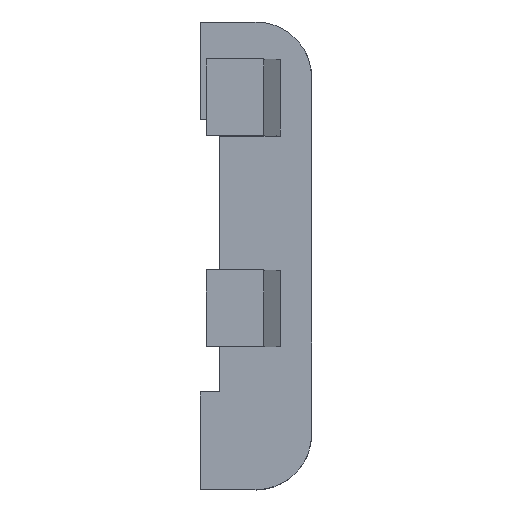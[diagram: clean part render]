
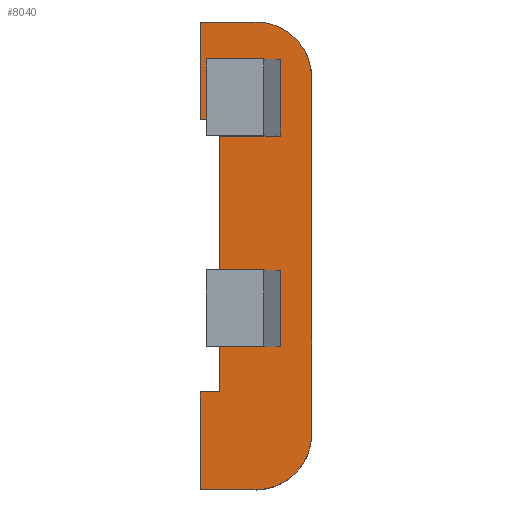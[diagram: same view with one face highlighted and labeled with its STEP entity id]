
A CAD part, top view. The second image highlights one B-rep face of the part: STEP entity #8040.
In plain terms, the highlighted planar face has unit normal (0, 0, 1).
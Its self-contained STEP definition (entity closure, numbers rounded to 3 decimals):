
#120=CARTESIAN_POINT('',(-12.731,5.8,3.94));
#130=VERTEX_POINT('',#120);
#360=CARTESIAN_POINT('',(-7.631,5.8,3.94));
#370=VERTEX_POINT('',#360);
#400=CARTESIAN_POINT('',(22.661,5.8,3.94));
#410=DIRECTION('',(1.,0.,0.));
#420=VECTOR('',#410,1.);
#430=LINE('',#400,#420);
#440=EDGE_CURVE('',#130,#370,#430,.T.);
#620=CARTESIAN_POINT('',(-32.031,5.8,3.94));
#630=VERTEX_POINT('',#620);
#860=CARTESIAN_POINT('',(-26.931,5.8,3.94));
#870=VERTEX_POINT('',#860);
#900=CARTESIAN_POINT('',(22.661,5.8,3.94));
#910=DIRECTION('',(1.,0.,0.));
#920=VECTOR('',#910,1.);
#930=LINE('',#900,#920);
#940=EDGE_CURVE('',#630,#870,#930,.T.);
#5210=CARTESIAN_POINT('',(-26.931,4.8,3.94));
#5220=VERTEX_POINT('',#5210);
#5250=CARTESIAN_POINT('',(-26.931,5.8,3.94));
#5260=DIRECTION('',(0.,1.,0.));
#5270=VECTOR('',#5260,1.);
#5280=LINE('',#5250,#5270);
#5290=EDGE_CURVE('',#5220,#870,#5280,.T.);
#5470=CARTESIAN_POINT('',(22.661,0.,3.94));
#5480=DIRECTION('',(1.,0.,0.));
#5490=VECTOR('',#5480,1.);
#5500=LINE('',#5470,#5490);
#5510=CARTESIAN_POINT('',(-29.131,0.,
3.94));
#5520=VERTEX_POINT('',#5510);
#5530=CARTESIAN_POINT('',(-10.531,0.,
3.94));
#5540=VERTEX_POINT('',#5530);
#5550=EDGE_CURVE('',#5520,#5540,#5500,.T.);
#6040=CARTESIAN_POINT('',(-7.631,2.9,3.94));
#6050=VERTEX_POINT('',#6040);
#6080=CARTESIAN_POINT('',(-7.631,5.8,3.94));
#6090=DIRECTION('',(0.,1.,0.));
#6100=VECTOR('',#6090,1.);
#6110=LINE('',#6080,#6100);
#6120=EDGE_CURVE('',#6050,#370,#6110,.T.);
#6960=CARTESIAN_POINT('',(-7.631,5.8,3.94));
#6970=DIRECTION('',(0.,0.,-1.));
#6980=DIRECTION('',(1.,0.,0.));
#6990=AXIS2_PLACEMENT_3D('',#6960,#6970,#6980);
#7000=PLANE('',#6990);
#7010=ORIENTED_EDGE('',*,*,#940,.F.);
#7020=ORIENTED_EDGE('',*,*,#5290,.T.);
#7030=CARTESIAN_POINT('',(22.661,4.8,
3.94));
#7040=DIRECTION('',(1.,0.,0.));
#7050=VECTOR('',#7040,1.);
#7060=LINE('',#7030,#7050);
#7070=CARTESIAN_POINT('',(-24.581,4.8,3.94));
#7080=VERTEX_POINT('',#7070);
#7090=EDGE_CURVE('',#5220,#7080,#7060,.T.);
#7100=ORIENTED_EDGE('',*,*,#7090,.F.);
#7110=CARTESIAN_POINT('',(-24.581,5.8,3.94));
#7120=DIRECTION('',(0.,-1.,0.));
#7130=VECTOR('',#7120,1.);
#7140=LINE('',#7110,#7130);
#7150=CARTESIAN_POINT('',(-24.581,1.641,
3.94));
#7160=VERTEX_POINT('',#7150);
#7170=EDGE_CURVE('',#7080,#7160,#7140,.T.);
#7180=ORIENTED_EDGE('',*,*,#7170,.F.);
#7190=CARTESIAN_POINT('',(22.661,1.641,
3.94));
#7200=DIRECTION('',(-1.,0.,0.));
#7210=VECTOR('',#7200,1.);
#7220=LINE('',#7190,#7210);
#7230=CARTESIAN_POINT('',(-20.581,1.641,
3.94));
#7240=VERTEX_POINT('',#7230);
#7250=EDGE_CURVE('',#7240,#7160,#7220,.T.);
#7260=ORIENTED_EDGE('',*,*,#7250,.T.);
#7270=CARTESIAN_POINT('',(-20.581,5.8,3.94));
#7280=DIRECTION('',(0.,1.,0.));
#7290=VECTOR('',#7280,1.);
#7300=LINE('',#7270,#7290);
#7310=CARTESIAN_POINT('',(-20.581,4.8,3.94));
#7320=VERTEX_POINT('',#7310);
#7330=EDGE_CURVE('',#7240,#7320,#7300,.T.);
#7340=ORIENTED_EDGE('',*,*,#7330,.F.);
#7350=CARTESIAN_POINT('',(-13.581,4.8,3.94));
#7360=VERTEX_POINT('',#7350);
#7370=EDGE_CURVE('',#7320,#7360,#7060,.T.);
#7380=ORIENTED_EDGE('',*,*,#7370,.F.);
#7390=CARTESIAN_POINT('',(-13.581,5.8,3.94));
#7400=DIRECTION('',(0.,-1.,0.));
#7410=VECTOR('',#7400,1.);
#7420=LINE('',#7390,#7410);
#7430=CARTESIAN_POINT('',(-13.581,1.641,
3.94));
#7440=VERTEX_POINT('',#7430);
#7450=EDGE_CURVE('',#7360,#7440,#7420,.T.);
#7460=ORIENTED_EDGE('',*,*,#7450,.F.);
#7470=CARTESIAN_POINT('',(22.661,1.641,
3.94));
#7480=DIRECTION('',(-1.,0.,0.));
#7490=VECTOR('',#7480,1.);
#7500=LINE('',#7470,#7490);
#7510=CARTESIAN_POINT('',(-9.581,1.641,
3.94));
#7520=VERTEX_POINT('',#7510);
#7530=EDGE_CURVE('',#7520,#7440,#7500,.T.);
#7540=ORIENTED_EDGE('',*,*,#7530,.T.);
#7550=CARTESIAN_POINT('',(-9.581,5.8,3.94));
#7560=DIRECTION('',(0.,1.,0.));
#7570=VECTOR('',#7560,1.);
#7580=LINE('',#7550,#7570);
#7590=CARTESIAN_POINT('',(-9.581,4.8,3.94));
#7600=VERTEX_POINT('',#7590);
#7610=EDGE_CURVE('',#7520,#7600,#7580,.T.);
#7620=ORIENTED_EDGE('',*,*,#7610,.F.);
#7630=CARTESIAN_POINT('',(22.661,4.8,3.94));
#7640=DIRECTION('',(1.,0.,0.));
#7650=VECTOR('',#7640,1.);
#7660=LINE('',#7630,#7650);
#7670=CARTESIAN_POINT('',(-12.731,4.8,3.94));
#7680=VERTEX_POINT('',#7670);
#7690=EDGE_CURVE('',#7680,#7600,#7660,.T.);
#7700=ORIENTED_EDGE('',*,*,#7690,.T.);
#7710=CARTESIAN_POINT('',(-12.731,5.8,3.94));
#7720=DIRECTION('',(0.,1.,0.));
#7730=VECTOR('',#7720,1.);
#7740=LINE('',#7710,#7730);
#7750=EDGE_CURVE('',#7680,#130,#7740,.T.);
#7760=ORIENTED_EDGE('',*,*,#7750,.F.);
#7770=ORIENTED_EDGE('',*,*,#440,.F.);
#7780=ORIENTED_EDGE('',*,*,#6120,.T.);
#7790=CARTESIAN_POINT('',(-10.531,2.9,3.94));
#7800=DIRECTION('',(0.,0.,1.));
#7810=DIRECTION('',(-1.,0.,0.));
#7820=AXIS2_PLACEMENT_3D('',#7790,#7800,#7810);
#7830=CIRCLE('',#7820,2.9);
#7840=EDGE_CURVE('',#5540,#6050,#7830,.T.);
#7850=ORIENTED_EDGE('',*,*,#7840,.T.);
#7860=ORIENTED_EDGE('',*,*,#5550,.T.);
#7870=CARTESIAN_POINT('',(-29.131,2.9,3.94));
#7880=DIRECTION('',(0.,0.,1.));
#7890=DIRECTION('',(-1.,0.,0.));
#7900=AXIS2_PLACEMENT_3D('',#7870,#7880,#7890);
#7910=CIRCLE('',#7900,2.9);
#7920=CARTESIAN_POINT('',(-32.031,2.9,3.94));
#7930=VERTEX_POINT('',#7920);
#7940=EDGE_CURVE('',#7930,#5520,#7910,.T.);
#7950=ORIENTED_EDGE('',*,*,#7940,.T.);
#7960=CARTESIAN_POINT('',(-32.031,5.8,3.94));
#7970=DIRECTION('',(0.,-1.,0.));
#7980=VECTOR('',#7970,1.);
#7990=LINE('',#7960,#7980);
#8000=EDGE_CURVE('',#630,#7930,#7990,.T.);
#8010=ORIENTED_EDGE('',*,*,#8000,.T.);
#8020=EDGE_LOOP('',(#8010,#7950,#7860,#7850,#7780,#7770,#7760,#7700,
#7620,#7540,#7460,#7380,#7340,#7260,#7180,#7100,#7020,#7010));
#8030=FACE_OUTER_BOUND('',#8020,.T.);
#8040=ADVANCED_FACE('',(#8030),#7000,.F.);
